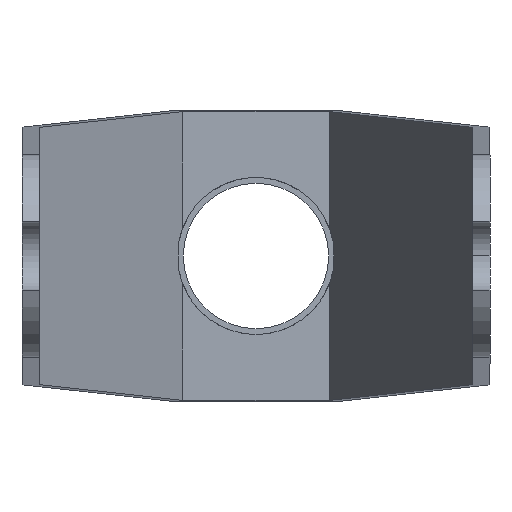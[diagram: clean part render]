
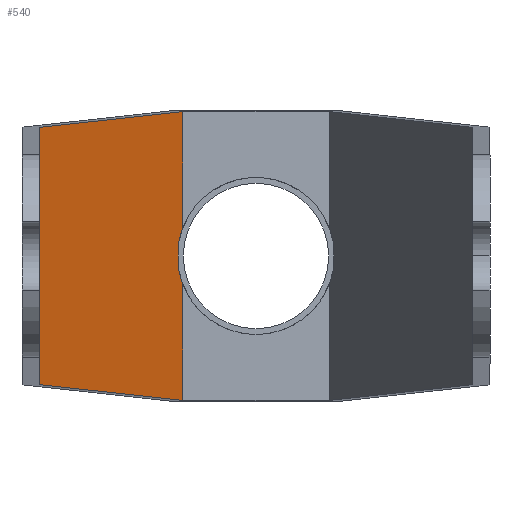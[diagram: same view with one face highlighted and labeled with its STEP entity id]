
A CAD part, front view. The second image highlights one B-rep face of the part: STEP entity #540.
In plain terms, the highlighted planar face has unit normal (0.893, -0.451, 0).
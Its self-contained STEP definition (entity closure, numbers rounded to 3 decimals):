
#4 = ORIENTED_EDGE ( 'NONE', *, *, #720, .T. ) ;
#8 = CARTESIAN_POINT ( 'NONE',  ( -12.577, 1.5, 4.906 ) ) ;
#22 =( BOUNDED_CURVE ( )  B_SPLINE_CURVE ( 3, ( #1093, #1002, #138, #824 ),
 .UNSPECIFIED., .F., .T. ) 
 B_SPLINE_CURVE_WITH_KNOTS ( ( 4, 4 ),
 ( 5.911, 6.126 ),
 .UNSPECIFIED. ) 
 CURVE ( )  GEOMETRIC_REPRESENTATION_ITEM ( )  RATIONAL_B_SPLINE_CURVE ( ( 1., 0.996, 0.996, 1. ) ) 
 REPRESENTATION_ITEM ( '' )  );
#68 = CARTESIAN_POINT ( 'NONE',  ( -38.683, -50.194, -21.963 ) ) ;
#69 = ORIENTED_EDGE ( 'NONE', *, *, #619, .F. ) ;
#74 = LINE ( 'NONE', #68, #989 ) ;
#77 = EDGE_LOOP ( 'NONE', ( #132, #678, #4, #1027, #1097, #69, #589, #969 ) ) ;
#89 = CARTESIAN_POINT ( 'NONE',  ( -12.577, 1.5, -4.906 ) ) ;
#104 = CARTESIAN_POINT ( 'NONE',  ( -37.25, -47.357, -22.12 ) ) ;
#106 = DIRECTION ( 'NONE',  ( 0., 0., -1. ) ) ;
#123 = LINE ( 'NONE', #553, #513 ) ;
#132 = ORIENTED_EDGE ( 'NONE', *, *, #555, .F. ) ;
#138 = CARTESIAN_POINT ( 'NONE',  ( -13.183, 0.3, -3.065 ) ) ;
#146 = VERTEX_POINT ( 'NONE', #104 ) ;
#164 = CARTESIAN_POINT ( 'NONE',  ( -12.93, 0.802, 4.002 ) ) ;
#214 = EDGE_CURVE ( 'NONE', #638, #1023, #302, .T. ) ;
#220 = EDGE_CURVE ( 'NONE', #671, #572, #815, .T. ) ;
#273 = FACE_OUTER_BOUND ( 'NONE', #77, .T. ) ;
#302 = LINE ( 'NONE', #639, #539 ) ;
#326 = CARTESIAN_POINT ( 'NONE',  ( -12.577, 1.5, 4.906 ) ) ;
#332 = DIRECTION ( 'NONE',  ( -0.45, -0.892, 0.05 ) ) ;
#336 = VERTEX_POINT ( 'NONE', #326 ) ;
#340 = CARTESIAN_POINT ( 'NONE',  ( -13.183, 0.3, 3.065 ) ) ;
#344 = DIRECTION ( 'NONE',  ( -0.451, -0.893, 0. ) ) ;
#381 = CARTESIAN_POINT ( 'NONE',  ( -12.577, 1.5, -24.833 ) ) ;
#382 = CARTESIAN_POINT ( 'NONE',  ( -13.335, 0., -2.107 ) ) ;
#458 = EDGE_CURVE ( 'NONE', #1023, #336, #611, .T. ) ;
#466 = EDGE_CURVE ( 'NONE', #1140, #941, #523, .T. ) ;
#504 = CARTESIAN_POINT ( 'NONE',  ( -13.335, 0., 2.107 ) ) ;
#513 = VECTOR ( 'NONE', #1085, 1000. ) ;
#523 = LINE ( 'NONE', #947, #843 ) ;
#539 = VECTOR ( 'NONE', #977, 1000. ) ;
#540 = ADVANCED_FACE ( 'NONE', ( #273 ), #863, .F. ) ;
#543 = DIRECTION ( 'NONE',  ( 0.45, 0.892, 0.05 ) ) ;
#553 = CARTESIAN_POINT ( 'NONE',  ( -12.577, 1.5, 25. ) ) ;
#554 = AXIS2_PLACEMENT_3D ( 'NONE', #770, #604, #344 ) ;
#555 = EDGE_CURVE ( 'NONE', #941, #146, #74, .T. ) ;
#572 = VERTEX_POINT ( 'NONE', #1129 ) ;
#589 = ORIENTED_EDGE ( 'NONE', *, *, #220, .F. ) ;
#604 = DIRECTION ( 'NONE',  ( -0.893, 0.451, 0. ) ) ;
#611 =( BOUNDED_CURVE ( )  B_SPLINE_CURVE ( 3, ( #1047, #340, #164, #8 ),
 .UNSPECIFIED., .F., .F. ) 
 B_SPLINE_CURVE_WITH_KNOTS ( ( 4, 4 ),
 ( 0.157, 0.372 ),
 .UNSPECIFIED. ) 
 CURVE ( )  GEOMETRIC_REPRESENTATION_ITEM ( )  RATIONAL_B_SPLINE_CURVE ( ( 1., 0.996, 0.996, 1. ) ) 
 REPRESENTATION_ITEM ( '' )  );
#619 = EDGE_CURVE ( 'NONE', #572, #336, #123, .T. ) ;
#638 = VERTEX_POINT ( 'NONE', #382 ) ;
#639 = CARTESIAN_POINT ( 'NONE',  ( -13.335, 0., 0. ) ) ;
#671 = VERTEX_POINT ( 'NONE', #902 ) ;
#678 = ORIENTED_EDGE ( 'NONE', *, *, #466, .F. ) ;
#720 = EDGE_CURVE ( 'NONE', #1140, #638, #22, .T. ) ;
#740 = VECTOR ( 'NONE', #106, 1000. ) ;
#770 = CARTESIAN_POINT ( 'NONE',  ( -37.633, -48.116, 25. ) ) ;
#792 = EDGE_CURVE ( 'NONE', #671, #146, #1091, .T. ) ;
#812 = CARTESIAN_POINT ( 'NONE',  ( -37.568, -47.987, 22.085 ) ) ;
#815 = LINE ( 'NONE', #812, #868 ) ;
#824 = CARTESIAN_POINT ( 'NONE',  ( -13.335, 0., -2.107 ) ) ;
#843 = VECTOR ( 'NONE', #873, 1000. ) ;
#863 = PLANE ( 'NONE',  #554 ) ;
#868 = VECTOR ( 'NONE', #543, 1000. ) ;
#873 = DIRECTION ( 'NONE',  ( 0., 0., -1. ) ) ;
#902 = CARTESIAN_POINT ( 'NONE',  ( -37.25, -47.357, 22.12 ) ) ;
#916 = CARTESIAN_POINT ( 'NONE',  ( -37.25, -47.357, 25. ) ) ;
#941 = VERTEX_POINT ( 'NONE', #381 ) ;
#947 = CARTESIAN_POINT ( 'NONE',  ( -12.577, 1.5, 25. ) ) ;
#969 = ORIENTED_EDGE ( 'NONE', *, *, #792, .T. ) ;
#977 = DIRECTION ( 'NONE',  ( 0., 0., 1. ) ) ;
#989 = VECTOR ( 'NONE', #332, 1000. ) ;
#1002 = CARTESIAN_POINT ( 'NONE',  ( -12.93, 0.802, -4.002 ) ) ;
#1023 = VERTEX_POINT ( 'NONE', #504 ) ;
#1027 = ORIENTED_EDGE ( 'NONE', *, *, #214, .T. ) ;
#1047 = CARTESIAN_POINT ( 'NONE',  ( -13.335, 0., 2.107 ) ) ;
#1085 = DIRECTION ( 'NONE',  ( 0., 0., -1. ) ) ;
#1091 = LINE ( 'NONE', #916, #740 ) ;
#1093 = CARTESIAN_POINT ( 'NONE',  ( -12.577, 1.5, -4.906 ) ) ;
#1097 = ORIENTED_EDGE ( 'NONE', *, *, #458, .T. ) ;
#1129 = CARTESIAN_POINT ( 'NONE',  ( -12.577, 1.5, 24.833 ) ) ;
#1140 = VERTEX_POINT ( 'NONE', #89 ) ;
